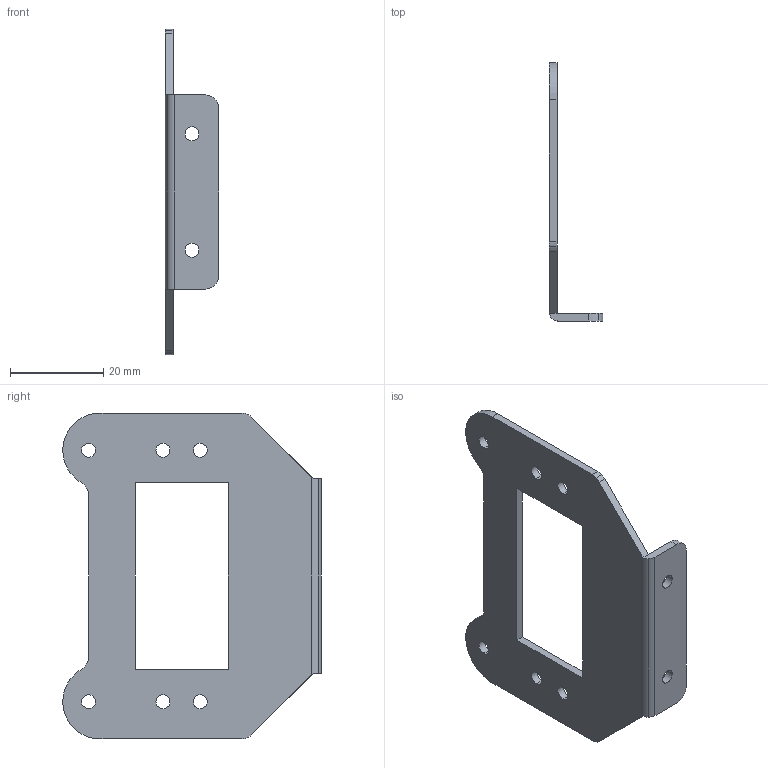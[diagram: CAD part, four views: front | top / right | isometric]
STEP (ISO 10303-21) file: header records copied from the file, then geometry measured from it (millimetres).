
FILE_DESCRIPTION (( 'STEP AP203' ), '1' );
FILE_NAME ('servo mount.step_Default_sldprt.STEP', '2025-07-03T10:45:19', ( '' ), ( '' ), 'SwSTEP 2.0', 'SolidWorks 2024', '' );
FILE_SCHEMA (( 'CONFIG_CONTROL_DESIGN' ));
Length unit declared in the file: metre
Products named in the file (1): servo mount.step_Default_sldprt
Bounding box: 11.52 x 55.53 x 70.02 mm (x, y, z)
Volume: 4937.7 mm3; surface area: 6568.3 mm2
Topology: 1 solids, 1 shells, 50 faces, 142 edges, 94 vertices
Faces by surface type: cylinder 32, plane 18
Entity records: 1767 total; most frequent: DIRECTION 306, CARTESIAN_POINT 293, ORIENTED_EDGE 284, EDGE_CURVE 142, AXIS2_PLACEMENT_3D 115, VERTEX_POINT 94, LINE 76, VECTOR 76
